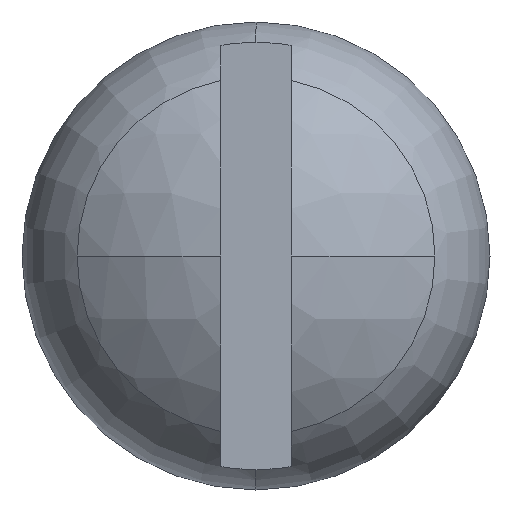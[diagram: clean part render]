
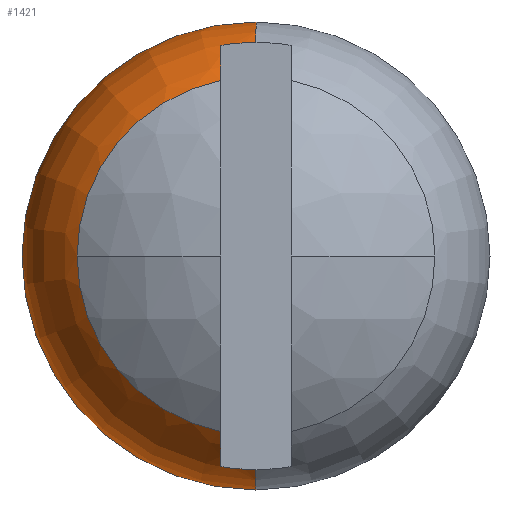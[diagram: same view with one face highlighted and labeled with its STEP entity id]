
A CAD part, left-side view. The second image highlights one B-rep face of the part: STEP entity #1421.
In plain terms, the highlighted toroidal (fillet/blend) face has major radius 0.701 mm and minor radius 1.3 mm.
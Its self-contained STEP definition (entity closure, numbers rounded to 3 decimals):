
#5 = CARTESIAN_POINT ( 'NONE',  ( 0.9, 0.3, -1.801 ) ) ;
#11 = AXIS2_PLACEMENT_3D ( 'NONE', #395, #728, #1493 ) ;
#25 = VERTEX_POINT ( 'NONE', #509 ) ;
#65 = AXIS2_PLACEMENT_3D ( 'NONE', #1513, #719, #84 ) ;
#84 = DIRECTION ( 'NONE',  ( 0., 0., 1. ) ) ;
#106 = AXIS2_PLACEMENT_3D ( 'NONE', #459, #2011, #299 ) ;
#107 = EDGE_CURVE ( 'NONE', #656, #348, #1763, .T. ) ;
#128 = EDGE_CURVE ( 'NONE', #154, #1516, #1890, .T. ) ;
#132 = DIRECTION ( 'NONE',  ( 0., 0., 1. ) ) ;
#154 = VERTEX_POINT ( 'NONE', #1380 ) ;
#173 = DIRECTION ( 'NONE',  ( -1., 0., 0. ) ) ;
#237 = ORIENTED_EDGE ( 'NONE', *, *, #405, .F. ) ;
#258 = ORIENTED_EDGE ( 'NONE', *, *, #788, .T. ) ;
#299 = DIRECTION ( 'NONE',  ( 0., 0., 1. ) ) ;
#347 = ORIENTED_EDGE ( 'NONE', *, *, #1054, .T. ) ;
#348 = VERTEX_POINT ( 'NONE', #1810 ) ;
#395 = CARTESIAN_POINT ( 'NONE',  ( 1.552, 0., 0.701 ) ) ;
#405 = EDGE_CURVE ( 'NONE', #684, #656, #1535, .T. ) ;
#408 = CARTESIAN_POINT ( 'NONE',  ( 0.9, 0., -1.826 ) ) ;
#418 = VERTEX_POINT ( 'NONE', #408 ) ;
#459 = CARTESIAN_POINT ( 'NONE',  ( 0.9, 0., 0. ) ) ;
#464 = EDGE_LOOP ( 'NONE', ( #347, #258, #914, #727, #886, #1654, #1778, #1875, #237 ) ) ;
#509 = CARTESIAN_POINT ( 'NONE',  ( 0.551, 0.3, -1.5 ) ) ;
#530 = CARTESIAN_POINT ( 'NONE',  ( 0.77, 0.3, -1.716 ) ) ;
#625 = CIRCLE ( 'NONE', #988, 1.3 ) ;
#656 = VERTEX_POINT ( 'NONE', #808 ) ;
#684 = VERTEX_POINT ( 'NONE', #1595 ) ;
#694 = VERTEX_POINT ( 'NONE', #5 ) ;
#695 = CARTESIAN_POINT ( 'NONE',  ( 0.599, 0.3, -1.56 ) ) ;
#705 = CARTESIAN_POINT ( 'NONE',  ( 0.834, 0.3, -1.762 ) ) ;
#714 = DIRECTION ( 'NONE',  ( 0., 1., 0. ) ) ;
#719 = DIRECTION ( 'NONE',  ( -1., 0., 0. ) ) ;
#721 = CIRCLE ( 'NONE', #1653, 2. ) ;
#727 = ORIENTED_EDGE ( 'NONE', *, *, #813, .F. ) ;
#728 = DIRECTION ( 'NONE',  ( 0., -1., 0. ) ) ;
#740 = DIRECTION ( 'NONE',  ( 0., 0., 1. ) ) ;
#785 = DIRECTION ( 'NONE',  ( -1., 0., 0. ) ) ;
#788 = EDGE_CURVE ( 'NONE', #1904, #418, #625, .T. ) ;
#808 = CARTESIAN_POINT ( 'NONE',  ( 0.9, 0., 1.826 ) ) ;
#813 = EDGE_CURVE ( 'NONE', #25, #694, #1466, .T. ) ;
#822 = B_SPLINE_CURVE_WITH_KNOTS ( 'NONE', 3,
 ( #903, #1567, #1073, #1992, #921, #1079 ),
 .UNSPECIFIED., .F., .F.,
 ( 4, 2, 4 ),
 ( 0.009, 0.009, 0.009 ),
 .UNSPECIFIED. ) ;
#844 = CARTESIAN_POINT ( 'NONE',  ( 0.653, 0.3, -1.615 ) ) ;
#853 = CARTESIAN_POINT ( 'NONE',  ( 0.9, 0.3, -1.801 ) ) ;
#860 = EDGE_CURVE ( 'NONE', #694, #418, #1718, .T. ) ;
#883 = CARTESIAN_POINT ( 'NONE',  ( 0.551, 0.3, -1.5 ) ) ;
#886 = ORIENTED_EDGE ( 'NONE', *, *, #922, .F. ) ;
#891 = AXIS2_PLACEMENT_3D ( 'NONE', #1560, #1847, #132 ) ;
#903 = CARTESIAN_POINT ( 'NONE',  ( 0.9, 0.3, 1.801 ) ) ;
#914 = ORIENTED_EDGE ( 'NONE', *, *, #860, .F. ) ;
#921 = CARTESIAN_POINT ( 'NONE',  ( 0.599, 0.3, 1.56 ) ) ;
#922 = EDGE_CURVE ( 'NONE', #1516, #25, #923, .T. ) ;
#923 = CIRCLE ( 'NONE', #891, 1.53 ) ;
#988 = AXIS2_PLACEMENT_3D ( 'NONE', #1011, #714, #1655 ) ;
#1002 = CARTESIAN_POINT ( 'NONE',  ( 0.9, 0., 0. ) ) ;
#1011 = CARTESIAN_POINT ( 'NONE',  ( 1.552, 0., -0.701 ) ) ;
#1054 = EDGE_CURVE ( 'NONE', #684, #1904, #721, .T. ) ;
#1073 = CARTESIAN_POINT ( 'NONE',  ( 0.771, 0.3, 1.717 ) ) ;
#1079 = CARTESIAN_POINT ( 'NONE',  ( 0.551, 0.3, 1.5 ) ) ;
#1093 = EDGE_CURVE ( 'NONE', #348, #154, #822, .T. ) ;
#1167 = CARTESIAN_POINT ( 'NONE',  ( 0.551, 1.53, 0. ) ) ;
#1265 = DIRECTION ( 'NONE',  ( 0., 0., 1. ) ) ;
#1327 = DIRECTION ( 'NONE',  ( 0., 0., 1. ) ) ;
#1334 = FACE_OUTER_BOUND ( 'NONE', #464, .T. ) ;
#1343 = DIRECTION ( 'NONE',  ( -1., 0., 0. ) ) ;
#1380 = CARTESIAN_POINT ( 'NONE',  ( 0.551, 0.3, 1.5 ) ) ;
#1421 = ADVANCED_FACE ( 'NONE', ( #1334 ), #1913, .T. ) ;
#1466 = B_SPLINE_CURVE_WITH_KNOTS ( 'NONE', 3,
 ( #883, #695, #844, #530, #705, #853 ),
 .UNSPECIFIED., .F., .F.,
 ( 4, 2, 4 ),
 ( 0.002, 0.002, 0.002 ),
 .UNSPECIFIED. ) ;
#1493 = DIRECTION ( 'NONE',  ( 0., 0., -1. ) ) ;
#1513 = CARTESIAN_POINT ( 'NONE',  ( 1.552, 0., 0. ) ) ;
#1516 = VERTEX_POINT ( 'NONE', #1167 ) ;
#1535 = CIRCLE ( 'NONE', #11, 1.3 ) ;
#1560 = CARTESIAN_POINT ( 'NONE',  ( 0.551, 0., 0. ) ) ;
#1567 = CARTESIAN_POINT ( 'NONE',  ( 0.833, 0.3, 1.761 ) ) ;
#1595 = CARTESIAN_POINT ( 'NONE',  ( 1.5, 0., 2. ) ) ;
#1653 = AXIS2_PLACEMENT_3D ( 'NONE', #2037, #173, #1265 ) ;
#1654 = ORIENTED_EDGE ( 'NONE', *, *, #128, .F. ) ;
#1655 = DIRECTION ( 'NONE',  ( 0., 0., 1. ) ) ;
#1656 = AXIS2_PLACEMENT_3D ( 'NONE', #1002, #1343, #1327 ) ;
#1695 = AXIS2_PLACEMENT_3D ( 'NONE', #1717, #785, #740 ) ;
#1717 = CARTESIAN_POINT ( 'NONE',  ( 0.551, 0., 0. ) ) ;
#1718 = CIRCLE ( 'NONE', #1656, 1.826 ) ;
#1763 = CIRCLE ( 'NONE', #106, 1.826 ) ;
#1778 = ORIENTED_EDGE ( 'NONE', *, *, #1093, .F. ) ;
#1800 = CARTESIAN_POINT ( 'NONE',  ( 1.5, 0., -2. ) ) ;
#1810 = CARTESIAN_POINT ( 'NONE',  ( 0.9, 0.3, 1.801 ) ) ;
#1847 = DIRECTION ( 'NONE',  ( -1., 0., 0. ) ) ;
#1875 = ORIENTED_EDGE ( 'NONE', *, *, #107, .F. ) ;
#1890 = CIRCLE ( 'NONE', #1695, 1.53 ) ;
#1904 = VERTEX_POINT ( 'NONE', #1800 ) ;
#1913 = TOROIDAL_SURFACE ( 'NONE', #65, 0.701, 1.3 ) ;
#1992 = CARTESIAN_POINT ( 'NONE',  ( 0.654, 0.3, 1.616 ) ) ;
#2011 = DIRECTION ( 'NONE',  ( -1., 0., 0. ) ) ;
#2037 = CARTESIAN_POINT ( 'NONE',  ( 1.5, 0., 0. ) ) ;
